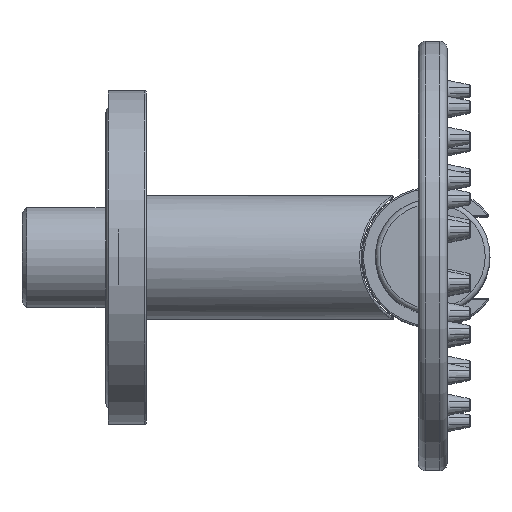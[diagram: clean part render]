
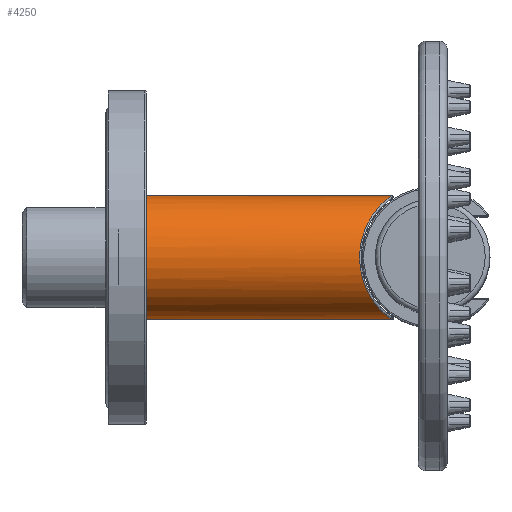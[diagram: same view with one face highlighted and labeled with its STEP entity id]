
A CAD part, top view. The second image highlights one B-rep face of the part: STEP entity #4250.
In plain terms, the highlighted cylindrical face has radius 12.998 mm (diameter 25.997 mm), a full revolution.
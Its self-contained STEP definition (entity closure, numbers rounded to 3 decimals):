
#308=B_SPLINE_CURVE_WITH_KNOTS('',3,(#7359,#7360,#7361,#7362,#7363,#7364,
#7365,#7366,#7367,#7368,#7369,#7370,#7371,#7372,#7373,#7374,#7375,#7376,
#7377,#7378,#7379,#7380,#7381,#7382,#7383,#7384,#7385,#7386,#7387,#7388,
#7389,#7390,#7391),.UNSPECIFIED.,.T.,.F.,(1,1,1,1,1,1,1,1,1,1,1,1,1,1,1,
1,1,1,1,1,1,1,1,1,1,1,1,1,1,1,1,1,1,1,1,1,1),(-0.008,-0.005,
-0.003,0.,0.003,0.005,
0.008,0.01,0.013,0.015,
0.02,0.023,0.025,0.028,
0.03,0.033,0.035,0.038,
0.04,0.042,0.043,0.045,
0.048,0.05,0.056,0.058,
0.061,0.063,0.066,0.071,
0.073,0.076,0.078,0.081,
0.083,0.086,0.088),.UNSPECIFIED.);
#309=B_SPLINE_CURVE_WITH_KNOTS('',3,(#7393,#7394,#7395,#7396,#7397,#7398,
#7399,#7400,#7401,#7402,#7403,#7404,#7405,#7406,#7407,#7408,#7409,#7410,
#7411,#7412,#7413,#7414,#7415,#7416,#7417,#7418,#7419,#7420,#7421,#7422),
 .UNSPECIFIED.,.T.,.F.,(1,1,1,1,1,1,1,1,1,1,1,1,1,1,1,1,1,1,1,1,1,1,1,1,
1,1,1,1,1,1,1,1,1,1),(-0.008,-0.005,-0.003,
0.,0.003,0.005,0.008,
0.011,0.014,0.016,0.022,
0.025,0.027,0.033,0.035,
0.038,0.041,0.044,0.046,
0.049,0.052,0.054,0.06,
0.063,0.065,0.071,0.076,
0.079,0.082,0.084,0.087,
0.09,0.093,0.095),.UNSPECIFIED.);
#770=CYLINDRICAL_SURFACE('',#5225,12.998);
#923=ORIENTED_EDGE('',*,*,#1889,.T.);
#924=ORIENTED_EDGE('',*,*,#1890,.T.);
#925=ORIENTED_EDGE('',*,*,#1891,.F.);
#1889=EDGE_CURVE('',#2385,#2385,#308,.T.);
#1890=EDGE_CURVE('',#2386,#2386,#309,.T.);
#1891=EDGE_CURVE('',#2387,#2387,#2781,.T.);
#2385=VERTEX_POINT('',#7392);
#2386=VERTEX_POINT('',#7423);
#2387=VERTEX_POINT('',#7425);
#2781=CIRCLE('',#5226,12.998);
#3106=EDGE_LOOP('',(#923));
#3107=EDGE_LOOP('',(#924));
#3108=EDGE_LOOP('',(#925));
#3673=FACE_BOUND('',#3106,.T.);
#3674=FACE_BOUND('',#3107,.T.);
#3675=FACE_BOUND('',#3108,.T.);
#4250=ADVANCED_FACE('',(#3673,#3674,#3675),#770,.T.);
#5225=AXIS2_PLACEMENT_3D('',#7358,#5916,#5917);
#5226=AXIS2_PLACEMENT_3D('',#7424,#5918,#5919);
#5916=DIRECTION('',(0.,0.,-1.));
#5917=DIRECTION('',(-1.,0.,0.));
#5918=DIRECTION('',(0.,0.,-1.));
#5919=DIRECTION('',(1.,0.,0.));
#7358=CARTESIAN_POINT('',(0.,0.,62.386));
#7359=CARTESIAN_POINT('',(-11.379,-6.306,20.498));
#7360=CARTESIAN_POINT('',(-11.644,-5.774,22.998));
#7361=CARTESIAN_POINT('',(-11.379,-6.308,25.51));
#7362=CARTESIAN_POINT('',(-10.708,-7.417,27.683));
#7363=CARTESIAN_POINT('',(-9.729,-8.678,29.597));
#7364=CARTESIAN_POINT('',(-8.411,-9.972,31.327));
#7365=CARTESIAN_POINT('',(-6.794,-11.147,32.796));
#7366=CARTESIAN_POINT('',(-4.142,-12.49,34.412));
#7367=CARTESIAN_POINT('',(-0.851,-13.165,35.193));
#7368=CARTESIAN_POINT('',(2.508,-12.834,34.809));
#7369=CARTESIAN_POINT('',(4.813,-12.149,34.002));
#7370=CARTESIAN_POINT('',(6.804,-11.142,32.79));
#7371=CARTESIAN_POINT('',(8.426,-9.959,31.31));
#7372=CARTESIAN_POINT('',(9.741,-8.664,29.576));
#7373=CARTESIAN_POINT('',(10.72,-7.401,27.657));
#7374=CARTESIAN_POINT('',(11.387,-6.292,25.468));
#7375=CARTESIAN_POINT('',(11.601,-5.862,23.39));
#7376=CARTESIAN_POINT('',(11.508,-6.046,21.696));
#7377=CARTESIAN_POINT('',(11.262,-6.504,20.116));
#7378=CARTESIAN_POINT('',(10.703,-7.425,18.299));
#7379=CARTESIAN_POINT('',(9.711,-8.697,16.378));
#7380=CARTESIAN_POINT('',(7.971,-10.403,14.098));
#7381=CARTESIAN_POINT('',(5.554,-11.931,12.256));
#7382=CARTESIAN_POINT('',(2.486,-12.838,11.187));
#7383=CARTESIAN_POINT('',(-0.022,-13.08,10.904));
#7384=CARTESIAN_POINT('',(-2.525,-12.83,11.196));
#7385=CARTESIAN_POINT('',(-5.591,-11.914,12.275));
#7386=CARTESIAN_POINT('',(-8.002,-10.378,14.131));
#7387=CARTESIAN_POINT('',(-9.723,-8.683,16.397));
#7388=CARTESIAN_POINT('',(-10.715,-7.408,18.331));
#7389=CARTESIAN_POINT('',(-11.379,-6.306,20.498));
#7390=CARTESIAN_POINT('',(-11.644,-5.774,22.998));
#7391=CARTESIAN_POINT('',(-11.379,-6.308,25.51));
#7392=CARTESIAN_POINT('',(-11.555,-5.952,23.));
#7393=CARTESIAN_POINT('',(-12.8,-2.736,51.168));
#7394=CARTESIAN_POINT('',(-13.097,0.003,51.613));
#7395=CARTESIAN_POINT('',(-12.801,2.723,51.17));
#7396=CARTESIAN_POINT('',(-12.022,5.139,50.157));
#7397=CARTESIAN_POINT('',(-10.874,7.256,48.939));
#7398=CARTESIAN_POINT('',(-9.351,9.135,47.669));
#7399=CARTESIAN_POINT('',(-7.506,10.707,46.509));
#7400=CARTESIAN_POINT('',(-4.551,12.391,45.199));
#7401=CARTESIAN_POINT('',(-0.982,13.186,44.546));
#7402=CARTESIAN_POINT('',(2.649,12.821,44.845));
#7403=CARTESIAN_POINT('',(6.031,11.743,45.708));
#7404=CARTESIAN_POINT('',(8.787,9.812,47.207));
#7405=CARTESIAN_POINT('',(10.82,7.335,48.889));
#7406=CARTESIAN_POINT('',(11.987,5.221,50.115));
#7407=CARTESIAN_POINT('',(12.778,2.826,51.136));
#7408=CARTESIAN_POINT('',(13.096,0.119,51.612));
#7409=CARTESIAN_POINT('',(12.824,-2.613,51.204));
#7410=CARTESIAN_POINT('',(12.064,-5.046,50.205));
#7411=CARTESIAN_POINT('',(10.906,-7.206,48.97));
#7412=CARTESIAN_POINT('',(8.915,-9.694,47.295));
#7413=CARTESIAN_POINT('',(6.173,-11.67,45.766));
#7414=CARTESIAN_POINT('',(2.808,-12.787,44.872));
#7415=CARTESIAN_POINT('',(-0.828,-13.2,44.535));
#7416=CARTESIAN_POINT('',(-5.345,-12.237,45.324));
#7417=CARTESIAN_POINT('',(-8.808,-9.795,47.221));
#7418=CARTESIAN_POINT('',(-10.846,-7.297,48.913));
#7419=CARTESIAN_POINT('',(-12.013,-5.163,50.145));
#7420=CARTESIAN_POINT('',(-12.8,-2.736,51.168));
#7421=CARTESIAN_POINT('',(-13.097,0.003,51.613));
#7422=CARTESIAN_POINT('',(-12.801,2.723,51.17));
#7423=CARTESIAN_POINT('',(-12.998,0.,51.465));
#7424=CARTESIAN_POINT('',(0.,0.,0.));
#7425=CARTESIAN_POINT('',(12.998,0.,0.));
